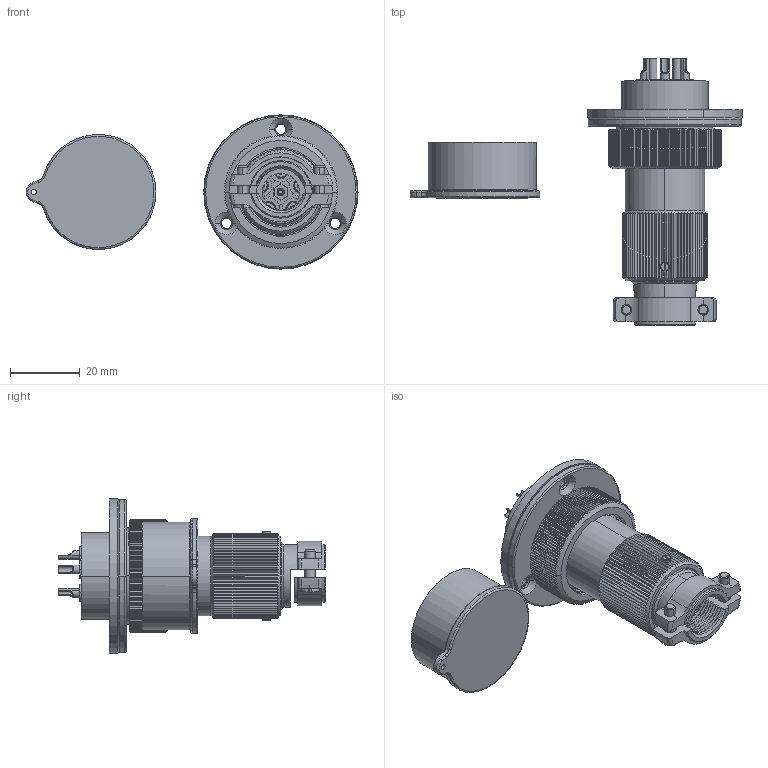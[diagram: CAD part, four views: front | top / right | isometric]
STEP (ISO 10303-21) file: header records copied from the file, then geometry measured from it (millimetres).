
FILE_DESCRIPTION((''),'2;1');
FILE_NAME('ASM0017_ASM','2024-04-09T',('13001'),(''),'PRO/ENGINEER BY PARAMETRIC TECHNOLOGY CORPORATION, 2012480','PRO/ENGINEER BY PARAMETRIC TECHNOLOGY CORPORATION, 2012480','');
FILE_SCHEMA(('CONFIG_CONTROL_DESIGN'));
Products named in the file (4): PRT0029; 3D_1690054231001_HY-T2505-S01E1; 3D_2690000009001_HY-Z25-CV_V1_0; ASM0017_ASM
Assembly tree (3 placements, depth 2):
  ASM0017_ASM
    PRT0029
    3D_1690054231001_HY-T2505-S01E1
    3D_2690000009001_HY-Z25-CV_V1_0
Bounding box: 95.36 x 76.61 x 44.3 mm (x, y, z)
Volume: 31659.9 mm3; surface area: 33607.3 mm2
Topology: 3 solids, 4 shells, 2430 faces, 6933 edges, 4604 vertices
Faces by surface type: plane 1135, cylinder 626, cone 255, extrusion 202, bspline 103, torus 83, sphere 26
Entity records: 92012 total; most frequent: CARTESIAN_POINT 31528, ORIENTED_EDGE 13776, DIRECTION 10988, EDGE_CURVE 6888, VERTEX_POINT 4604, AXIS2_PLACEMENT_3D 4052, VECTOR 2884, LINE 2682
